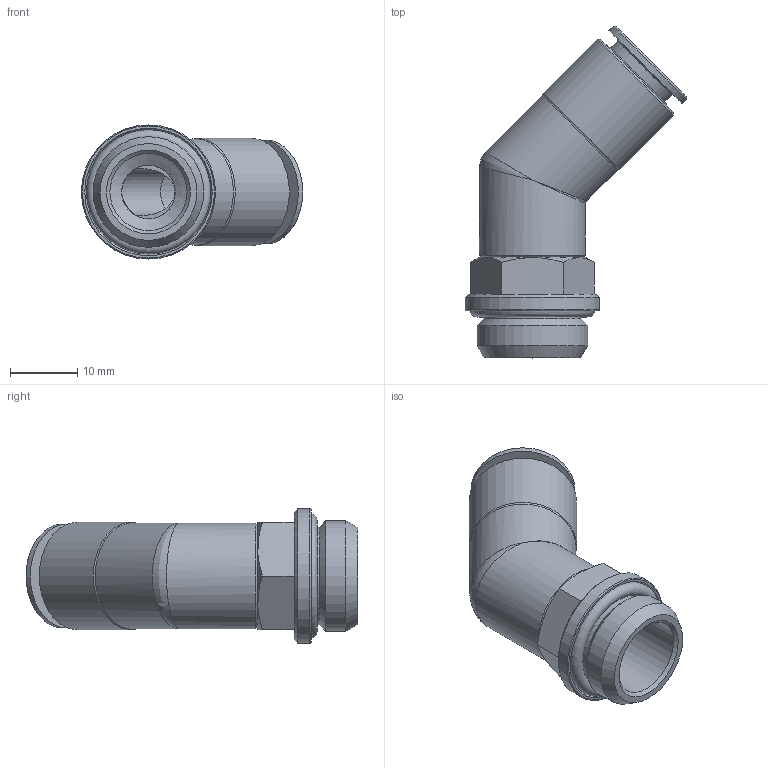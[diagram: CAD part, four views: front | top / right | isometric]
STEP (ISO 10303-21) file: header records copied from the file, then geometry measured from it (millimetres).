
FILE_DESCRIPTION(( 'MA.16.10.38-45.stp' ), '1');
FILE_NAME( 'MA.16.10.38-45.stp', '2021-03-01T15:07:24',( 'Sopra'),('sopra-pneumatic.com'), 'SwSTEP 2.0','SolidWorks 2009','' );
FILE_SCHEMA( ( 'CONFIG_CONTROL_DESIGN' ) );
Length unit declared in the file: millimetre
Products named in the file (3): A0060053-45; 036-A097-1/011-0085-1-solid1; Taglia-Rivoluzione1
Assembly tree (2 placements, depth 2):
  A0060053-45
    036-A097-1/011-0085-1-solid1
    Taglia-Rivoluzione1
Bounding box: 32.98 x 49.48 x 20 mm (x, y, z)
Volume: 7593 mm3; surface area: 5024.4 mm2
Topology: 2 solids, 2 shells, 49 faces, 110 edges, 65 vertices
Faces by surface type: cone 16, plane 15, cylinder 12, torus 4, bspline 2
Full cylindrical faces by diameter (mm): 7 x1, 8 x1, 10.15 x1, 11.4 x1, 11.5 x1, 14.5 x1, 15.5 x1, 15.8 x2, 16 x1, 16.5 x1, 20 x1
Entity records: 1545 total; most frequent: CARTESIAN_POINT 558, DIRECTION 186, ORIENTED_EDGE 134, AXIS2_PLACEMENT_3D 87, EDGE_LOOP 86, EDGE_CURVE 67, FACE_OUTER_BOUND 63, VERTEX_POINT 58
